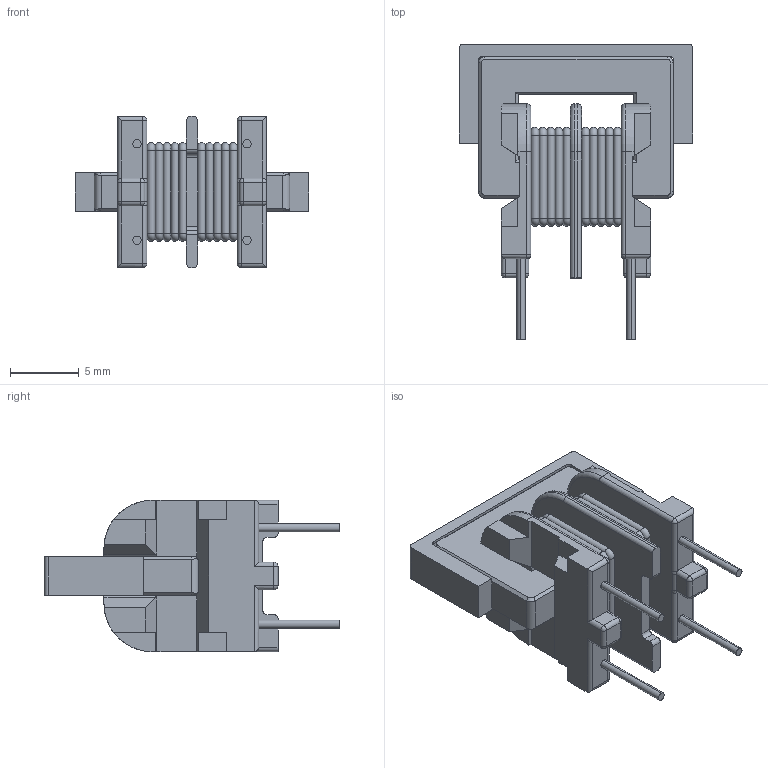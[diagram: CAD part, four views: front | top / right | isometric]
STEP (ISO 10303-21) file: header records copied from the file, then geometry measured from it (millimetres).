
FILE_DESCRIPTION (( 'STEP AP214' ), '1' );
FILE_NAME ('SU9V(MAX-LOGO).STEP', '2018-11-21T05:01:38', ( '' ), ( '' ), 'SwSTEP 2.0', 'SolidWorks 2018', '' );
FILE_SCHEMA (( 'AUTOMOTIVE_DESIGN' ));
Length unit declared in the file: millimetre
Products named in the file (1): SU9V(MAX-LOGO)
Bounding box: 17 x 21.5 x 11 mm (x, y, z)
Volume: 1058.4 mm3; surface area: 1625.6 mm2
Topology: 1 solids, 9 shells, 406 faces, 1001 edges, 607 vertices
Faces by surface type: plane 215, cylinder 127, torus 48, sphere 12, bspline 4
Entity records: 16272 total; most frequent: CARTESIAN_POINT 2232, DIRECTION 2019, ORIENTED_EDGE 1978, EDGE_CURVE 989, AXIS2_PLACEMENT_3D 678, LINE 663, VECTOR 663, VERTEX_POINT 607
